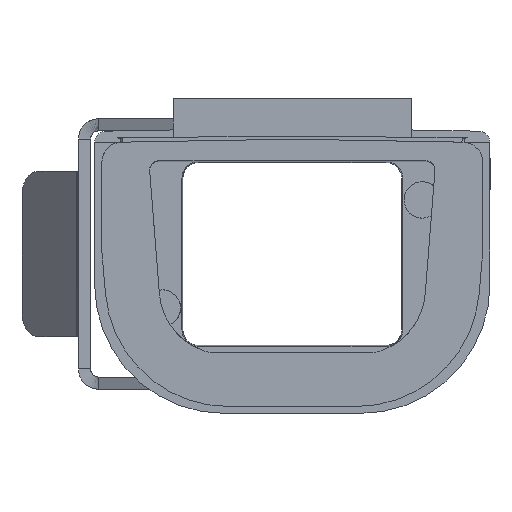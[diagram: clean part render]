
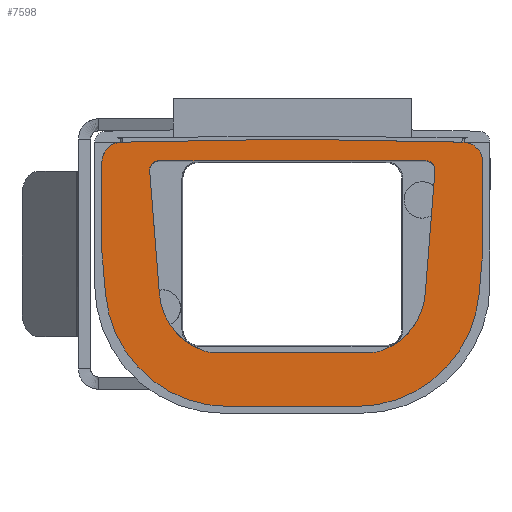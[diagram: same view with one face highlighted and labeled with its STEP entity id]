
A CAD part, left-side view. The second image highlights one B-rep face of the part: STEP entity #7598.
In plain terms, the highlighted planar face has unit normal (-1, 0, 0).
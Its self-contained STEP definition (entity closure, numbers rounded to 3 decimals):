
#6596=AXIS2_PLACEMENT_3D('Circle Axis2P3D',#6594,#6595,$) ;
#6666=AXIS2_PLACEMENT_3D('Circle Axis2P3D',#6664,#6665,$) ;
#7295=AXIS2_PLACEMENT_3D('Circle Axis2P3D',#7293,#7294,$) ;
#7319=AXIS2_PLACEMENT_3D('Circle Axis2P3D',#7317,#7318,$) ;
#7367=AXIS2_PLACEMENT_3D('Circle Axis2P3D',#7365,#7366,$) ;
#7412=AXIS2_PLACEMENT_3D('Circle Axis2P3D',#7410,#7411,$) ;
#7494=AXIS2_PLACEMENT_3D('Plane Axis2P3D',#7491,#7492,#7493) ;
#7498=AXIS2_PLACEMENT_3D('Circle Axis2P3D',#7496,#7497,$) ;
#7521=AXIS2_PLACEMENT_3D('Circle Axis2P3D',#7519,#7520,$) ;
#7542=AXIS2_PLACEMENT_3D('Circle Axis2P3D',#7540,#7541,$) ;
#7556=AXIS2_PLACEMENT_3D('Circle Axis2P3D',#7554,#7555,$) ;
#6591=CARTESIAN_POINT('Vertex',(0.,6.819,30.059)) ;
#6594=CARTESIAN_POINT('Axis2P3D Location',(0.,7.965,30.15)) ;
#6598=CARTESIAN_POINT('Vertex',(0.,7.965,31.3)) ;
#6620=CARTESIAN_POINT('Line Origine',(0.,24.5,31.3)) ;
#6624=CARTESIAN_POINT('Vertex',(0.,41.035,31.3)) ;
#6664=CARTESIAN_POINT('Axis2P3D Location',(0.,41.035,30.15)) ;
#6668=CARTESIAN_POINT('Vertex',(0.,42.181,30.059)) ;
#7233=CARTESIAN_POINT('Vertex',(0.,8.026,14.813)) ;
#7236=CARTESIAN_POINT('Line Origine',(0.,7.422,22.436)) ;
#7293=CARTESIAN_POINT('Axis2P3D Location',(0.,16.15,15.456)) ;
#7297=CARTESIAN_POINT('Vertex',(0.,13.489,7.753)) ;
#7317=CARTESIAN_POINT('Axis2P3D Location',(0.,14.518,10.73)) ;
#7321=CARTESIAN_POINT('Vertex',(0.,14.518,7.58)) ;
#7341=CARTESIAN_POINT('Line Origine',(0.,24.5,7.58)) ;
#7345=CARTESIAN_POINT('Vertex',(0.,34.482,7.58)) ;
#7365=CARTESIAN_POINT('Axis2P3D Location',(0.,34.482,10.73)) ;
#7369=CARTESIAN_POINT('Vertex',(0.,35.511,7.753)) ;
#7407=CARTESIAN_POINT('Vertex',(0.,40.974,14.813)) ;
#7410=CARTESIAN_POINT('Axis2P3D Location',(0.,32.85,15.456)) ;
#7477=CARTESIAN_POINT('Line Origine',(0.,41.578,22.436)) ;
#7491=CARTESIAN_POINT('Axis2P3D Location',(0.,24.5,19.25)) ;
#7496=CARTESIAN_POINT('Axis2P3D Location',(0.,3.4,31.109)) ;
#7500=CARTESIAN_POINT('Vertex',(0.,3.356,33.608)) ;
#7502=CARTESIAN_POINT('Vertex',(0.,0.9,31.109)) ;
#7505=CARTESIAN_POINT('Line Origine',(0.,13.928,33.793)) ;
#7509=CARTESIAN_POINT('Vertex',(0.,24.5,33.977)) ;
#7512=CARTESIAN_POINT('Line Origine',(0.,35.072,33.793)) ;
#7516=CARTESIAN_POINT('Vertex',(0.,45.644,33.608)) ;
#7519=CARTESIAN_POINT('Axis2P3D Location',(0.,45.6,31.109)) ;
#7523=CARTESIAN_POINT('Vertex',(0.,48.1,31.109)) ;
#7526=CARTESIAN_POINT('Line Origine',(0.,48.1,25.554)) ;
#7530=CARTESIAN_POINT('Vertex',(0.,48.1,20.)) ;
#7533=CARTESIAN_POINT('Line Origine',(0.,47.871,17.385)) ;
#7537=CARTESIAN_POINT('Vertex',(0.,47.643,14.771)) ;
#7540=CARTESIAN_POINT('Axis2P3D Location',(0.,32.451,16.1)) ;
#7544=CARTESIAN_POINT('Vertex',(0.,32.451,0.85)) ;
#7547=CARTESIAN_POINT('Line Origine',(0.,24.5,0.85)) ;
#7551=CARTESIAN_POINT('Vertex',(0.,16.549,0.85)) ;
#7554=CARTESIAN_POINT('Axis2P3D Location',(0.,16.549,16.1)) ;
#7558=CARTESIAN_POINT('Vertex',(0.,1.357,14.771)) ;
#7561=CARTESIAN_POINT('Line Origine',(0.,1.129,17.385)) ;
#7565=CARTESIAN_POINT('Vertex',(0.,0.9,20.)) ;
#7568=CARTESIAN_POINT('Line Origine',(0.,0.9,25.554)) ;
#6595=DIRECTION('Axis2P3D Direction',(-1.,-0.,0.)) ;
#6621=DIRECTION('Vector Direction',(0.,1.,0.)) ;
#6665=DIRECTION('Axis2P3D Direction',(-1.,0.,0.)) ;
#7237=DIRECTION('Vector Direction',(0.,-0.079,0.997)) ;
#7294=DIRECTION('Axis2P3D Direction',(-1.,-0.,0.)) ;
#7318=DIRECTION('Axis2P3D Direction',(-1.,0.,-0.)) ;
#7342=DIRECTION('Vector Direction',(0.,-1.,0.)) ;
#7366=DIRECTION('Axis2P3D Direction',(-1.,0.,-0.)) ;
#7411=DIRECTION('Axis2P3D Direction',(-1.,0.,-0.)) ;
#7478=DIRECTION('Vector Direction',(0.,-0.079,-0.997)) ;
#7492=DIRECTION('Axis2P3D Direction',(1.,0.,0.)) ;
#7493=DIRECTION('Axis2P3D XDirection',(0.,1.,0.)) ;
#7497=DIRECTION('Axis2P3D Direction',(1.,0.,0.)) ;
#7506=DIRECTION('Vector Direction',(0.,-1.,-0.017)) ;
#7513=DIRECTION('Vector Direction',(0.,1.,-0.017)) ;
#7520=DIRECTION('Axis2P3D Direction',(1.,0.,0.)) ;
#7527=DIRECTION('Vector Direction',(0.,0.,1.)) ;
#7534=DIRECTION('Vector Direction',(0.,-0.087,-0.996)) ;
#7541=DIRECTION('Axis2P3D Direction',(1.,0.,0.)) ;
#7548=DIRECTION('Vector Direction',(0.,1.,0.)) ;
#7555=DIRECTION('Axis2P3D Direction',(1.,0.,0.)) ;
#7562=DIRECTION('Vector Direction',(0.,0.087,-0.996)) ;
#7569=DIRECTION('Vector Direction',(0.,0.,1.)) ;
#6622=VECTOR('Line Direction',#6621,1.) ;
#7238=VECTOR('Line Direction',#7237,1.) ;
#7343=VECTOR('Line Direction',#7342,1.) ;
#7479=VECTOR('Line Direction',#7478,1.) ;
#7507=VECTOR('Line Direction',#7506,1.) ;
#7514=VECTOR('Line Direction',#7513,1.) ;
#7528=VECTOR('Line Direction',#7527,1.) ;
#7535=VECTOR('Line Direction',#7534,1.) ;
#7549=VECTOR('Line Direction',#7548,1.) ;
#7563=VECTOR('Line Direction',#7562,1.) ;
#7570=VECTOR('Line Direction',#7569,1.) ;
#7574=ORIENTED_EDGE('',*,*,#7504,.F.) ;
#7575=ORIENTED_EDGE('',*,*,#7511,.F.) ;
#7576=ORIENTED_EDGE('',*,*,#7518,.T.) ;
#7577=ORIENTED_EDGE('',*,*,#7525,.F.) ;
#7578=ORIENTED_EDGE('',*,*,#7532,.F.) ;
#7579=ORIENTED_EDGE('',*,*,#7539,.T.) ;
#7580=ORIENTED_EDGE('',*,*,#7546,.F.) ;
#7581=ORIENTED_EDGE('',*,*,#7553,.F.) ;
#7582=ORIENTED_EDGE('',*,*,#7560,.F.) ;
#7583=ORIENTED_EDGE('',*,*,#7567,.F.) ;
#7584=ORIENTED_EDGE('',*,*,#7572,.T.) ;
#7587=ORIENTED_EDGE('',*,*,#7371,.T.) ;
#7588=ORIENTED_EDGE('',*,*,#7414,.T.) ;
#7589=ORIENTED_EDGE('',*,*,#7481,.F.) ;
#7590=ORIENTED_EDGE('',*,*,#6670,.T.) ;
#7591=ORIENTED_EDGE('',*,*,#6626,.F.) ;
#7592=ORIENTED_EDGE('',*,*,#6600,.T.) ;
#7593=ORIENTED_EDGE('',*,*,#7240,.F.) ;
#7594=ORIENTED_EDGE('',*,*,#7299,.T.) ;
#7595=ORIENTED_EDGE('',*,*,#7323,.T.) ;
#7596=ORIENTED_EDGE('',*,*,#7347,.F.) ;
#7597=FACE_BOUND('',#7586,.T.) ;
#7598=ADVANCED_FACE('Hauptk\X2\00F6\X0\rper',(#7585,#7597),#7495,.F.) ;
#6597=CIRCLE('generated circle',#6596,1.15) ;
#6667=CIRCLE('generated circle',#6666,1.15) ;
#7296=CIRCLE('generated circle',#7295,8.15) ;
#7320=CIRCLE('generated circle',#7319,3.15) ;
#7368=CIRCLE('generated circle',#7367,3.15) ;
#7413=CIRCLE('generated circle',#7412,8.15) ;
#7499=CIRCLE('generated circle',#7498,2.5) ;
#7522=CIRCLE('generated circle',#7521,2.5) ;
#7543=CIRCLE('generated circle',#7542,15.25) ;
#7557=CIRCLE('generated circle',#7556,15.25) ;
#6600=EDGE_CURVE('',#6599,#6592,#6597,.F.) ;
#6626=EDGE_CURVE('',#6599,#6625,#6623,.T.) ;
#6670=EDGE_CURVE('',#6669,#6625,#6667,.F.) ;
#7240=EDGE_CURVE('',#7234,#6592,#7239,.T.) ;
#7299=EDGE_CURVE('',#7234,#7298,#7296,.F.) ;
#7323=EDGE_CURVE('',#7298,#7322,#7320,.F.) ;
#7347=EDGE_CURVE('',#7346,#7322,#7344,.T.) ;
#7371=EDGE_CURVE('',#7346,#7370,#7368,.F.) ;
#7414=EDGE_CURVE('',#7370,#7408,#7413,.F.) ;
#7481=EDGE_CURVE('',#6669,#7408,#7480,.T.) ;
#7504=EDGE_CURVE('',#7501,#7503,#7499,.T.) ;
#7511=EDGE_CURVE('',#7510,#7501,#7508,.T.) ;
#7518=EDGE_CURVE('',#7510,#7517,#7515,.T.) ;
#7525=EDGE_CURVE('',#7524,#7517,#7522,.T.) ;
#7532=EDGE_CURVE('',#7531,#7524,#7529,.T.) ;
#7539=EDGE_CURVE('',#7531,#7538,#7536,.T.) ;
#7546=EDGE_CURVE('',#7545,#7538,#7543,.T.) ;
#7553=EDGE_CURVE('',#7552,#7545,#7550,.T.) ;
#7560=EDGE_CURVE('',#7559,#7552,#7557,.T.) ;
#7567=EDGE_CURVE('',#7566,#7559,#7564,.T.) ;
#7572=EDGE_CURVE('',#7566,#7503,#7571,.T.) ;
#7573=EDGE_LOOP('',(#7574,#7575,#7576,#7577,#7578,#7579,#7580,#7581,#7582,#7583,#7584)) ;
#7586=EDGE_LOOP('',(#7587,#7588,#7589,#7590,#7591,#7592,#7593,#7594,#7595,#7596)) ;
#7585=FACE_OUTER_BOUND('',#7573,.T.) ;
#6623=LINE('Line',#6620,#6622) ;
#7239=LINE('Line',#7236,#7238) ;
#7344=LINE('Line',#7341,#7343) ;
#7480=LINE('Line',#7477,#7479) ;
#7508=LINE('Line',#7505,#7507) ;
#7515=LINE('Line',#7512,#7514) ;
#7529=LINE('Line',#7526,#7528) ;
#7536=LINE('Line',#7533,#7535) ;
#7550=LINE('Line',#7547,#7549) ;
#7564=LINE('Line',#7561,#7563) ;
#7571=LINE('Line',#7568,#7570) ;
#7495=PLANE('',#7494) ;
#6592=VERTEX_POINT('',#6591) ;
#6599=VERTEX_POINT('',#6598) ;
#6625=VERTEX_POINT('',#6624) ;
#6669=VERTEX_POINT('',#6668) ;
#7234=VERTEX_POINT('',#7233) ;
#7298=VERTEX_POINT('',#7297) ;
#7322=VERTEX_POINT('',#7321) ;
#7346=VERTEX_POINT('',#7345) ;
#7370=VERTEX_POINT('',#7369) ;
#7408=VERTEX_POINT('',#7407) ;
#7501=VERTEX_POINT('',#7500) ;
#7503=VERTEX_POINT('',#7502) ;
#7510=VERTEX_POINT('',#7509) ;
#7517=VERTEX_POINT('',#7516) ;
#7524=VERTEX_POINT('',#7523) ;
#7531=VERTEX_POINT('',#7530) ;
#7538=VERTEX_POINT('',#7537) ;
#7545=VERTEX_POINT('',#7544) ;
#7552=VERTEX_POINT('',#7551) ;
#7559=VERTEX_POINT('',#7558) ;
#7566=VERTEX_POINT('',#7565) ;
